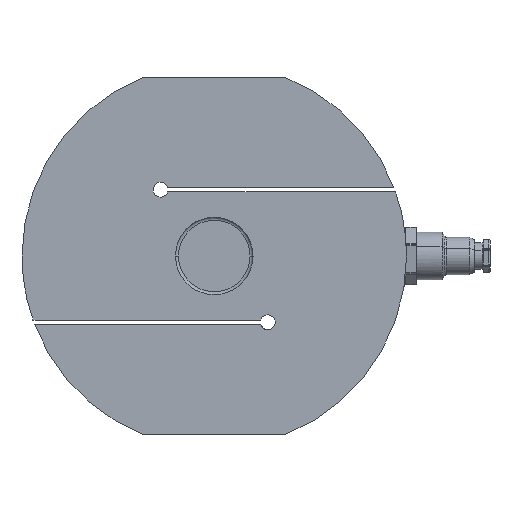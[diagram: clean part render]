
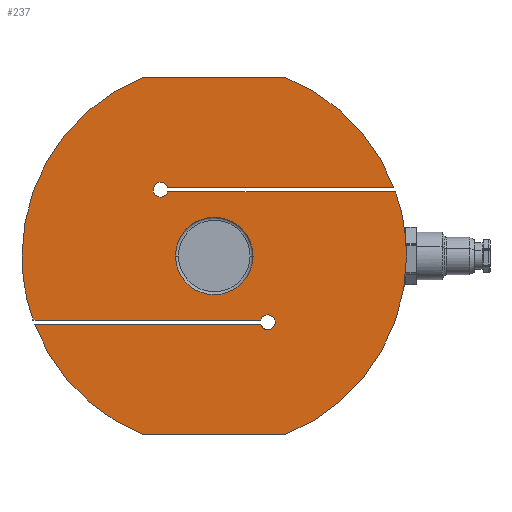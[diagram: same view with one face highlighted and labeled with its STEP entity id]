
A CAD part, front view. The second image highlights one B-rep face of the part: STEP entity #237.
In plain terms, the highlighted face is planar.
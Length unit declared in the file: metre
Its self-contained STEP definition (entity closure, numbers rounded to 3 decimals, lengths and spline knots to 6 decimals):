
#237=ADVANCED_FACE('0:84',(#518,#519),#520,.T.);
#518=FACE_OUTER_BOUND('',#859,.T.);
#519=FACE_BOUND('',#860,.T.);
#520=PLANE('',#861);
#859=EDGE_LOOP('',(#1437,#1438,#1439,#1440,#1441,#1442,#1443,#1444,#1445,#1446,#1447,#1448,#1449,#1450,#1451,#1452));
#860=EDGE_LOOP('',(#1453,#1454));
#861=AXIS2_PLACEMENT_3D('',#1455,#1456,#1457);
#1437=ORIENTED_EDGE('',*,*,#2167,.T.);
#1438=ORIENTED_EDGE('',*,*,#2154,.T.);
#1439=ORIENTED_EDGE('',*,*,#2220,.F.);
#1440=ORIENTED_EDGE('',*,*,#2193,.F.);
#1441=ORIENTED_EDGE('',*,*,#2107,.F.);
#1442=ORIENTED_EDGE('',*,*,#2203,.F.);
#1443=ORIENTED_EDGE('',*,*,#2218,.T.);
#1444=ORIENTED_EDGE('',*,*,#2197,.F.);
#1445=ORIENTED_EDGE('',*,*,#2157,.T.);
#1446=ORIENTED_EDGE('',*,*,#2165,.T.);
#1447=ORIENTED_EDGE('',*,*,#2221,.F.);
#1448=ORIENTED_EDGE('',*,*,#2115,.F.);
#1449=ORIENTED_EDGE('',*,*,#2187,.F.);
#1450=ORIENTED_EDGE('',*,*,#2211,.F.);
#1451=ORIENTED_EDGE('',*,*,#2222,.T.);
#1452=ORIENTED_EDGE('',*,*,#2205,.F.);
#1453=ORIENTED_EDGE('',*,*,#2134,.F.);
#1454=ORIENTED_EDGE('',*,*,#2177,.F.);
#1455=CARTESIAN_POINT('',(0.0,0.0,0.055));
#1456=DIRECTION('',(0.0,0.0,1.0));
#1457=DIRECTION('',(1.0,-0.0,0.0));
#2107=EDGE_CURVE('0:195',#2473,#2465,#2475,.T.);
#2115=EDGE_CURVE('',#2486,#2489,#2490,.T.);
#2134=EDGE_CURVE('0:147',#2522,#2518,#2524,.T.);
#2154=EDGE_CURVE('',#2550,#2554,#2556,.T.);
#2157=EDGE_CURVE('0:108',#2560,#2558,#2561,.T.);
#2165=EDGE_CURVE('',#2558,#2571,#2573,.T.);
#2167=EDGE_CURVE('0:126',#2575,#2550,#2576,.T.);
#2177=EDGE_CURVE('',#2518,#2522,#2587,.T.);
#2187=EDGE_CURVE('0:162',#2597,#2486,#2599,.T.);
#2193=EDGE_CURVE('',#2465,#2605,#2606,.T.);
#2197=EDGE_CURVE('0:201',#2560,#2611,#2612,.T.);
#2203=EDGE_CURVE('0:216',#2619,#2473,#2621,.T.);
#2205=EDGE_CURVE('0:219',#2575,#2623,#2624,.T.);
#2211=EDGE_CURVE('0:234',#2631,#2597,#2633,.T.);
#2218=EDGE_CURVE('0:249',#2619,#2611,#2640,.T.);
#2220=EDGE_CURVE('0:252',#2605,#2554,#2642,.T.);
#2221=EDGE_CURVE('0:255',#2489,#2571,#2643,.T.);
#2222=EDGE_CURVE('0:258',#2631,#2623,#2644,.T.);
#2465=VERTEX_POINT('',#2987);
#2473=VERTEX_POINT('NONE',#3054);
#2475=CIRCLE('',#3057,0.0025);
#2486=VERTEX_POINT('',#3070);
#2489=VERTEX_POINT('NONE',#3074);
#2490=CIRCLE('',#3075,0.0025);
#2518=VERTEX_POINT('',#3204);
#2522=VERTEX_POINT('',#3209);
#2524=CIRCLE('',#3212,0.013);
#2550=VERTEX_POINT('',#3240);
#2554=VERTEX_POINT('NONE',#3245);
#2556=CIRCLE('',#3248,0.0645);
#2558=VERTEX_POINT('',#3250);
#2560=VERTEX_POINT('NONE',#3253);
#2561=CIRCLE('',#3254,0.0645);
#2571=VERTEX_POINT('NONE',#3302);
#2573=CIRCLE('',#3305,0.0645);
#2575=VERTEX_POINT('NONE',#3307);
#2576=CIRCLE('',#3308,0.0645);
#2587=CIRCLE('',#3320,0.013);
#2597=VERTEX_POINT('NONE',#3331);
#2599=CIRCLE('',#3334,0.0025);
#2605=VERTEX_POINT('NONE',#3340);
#2606=CIRCLE('',#3341,0.0025);
#2611=VERTEX_POINT('NONE',#3347);
#2612=LINE('',#3348,#3349);
#2619=VERTEX_POINT('NONE',#3359);
#2621=LINE('',#3362,#3363);
#2623=VERTEX_POINT('NONE',#3365);
#2624=LINE('',#3366,#3367);
#2631=VERTEX_POINT('NONE',#3377);
#2633=LINE('',#3380,#3381);
#2640=CIRCLE('',#3390,0.0645);
#2642=LINE('',#3392,#3393);
#2643=LINE('',#3394,#3395);
#2644=CIRCLE('',#3396,0.0645);
#2987=CARTESIAN_POINT('',(0.0205,-0.02225,0.055));
#3054=CARTESIAN_POINT('',(0.015615,-0.023,0.055));
#3057=AXIS2_PLACEMENT_3D('',#3885,#3886,#3887);
#3070=CARTESIAN_POINT('',(-0.0205,0.02225,0.055));
#3074=CARTESIAN_POINT('',(-0.015615,0.0215,0.055));
#3075=AXIS2_PLACEMENT_3D('',#3897,#3898,#3899);
#3204=CARTESIAN_POINT('',(0.013,0.,0.055));
#3209=CARTESIAN_POINT('',(-0.013,0.,0.055));
#3212=AXIS2_PLACEMENT_3D('',#3925,#3926,#3927);
#3240=CARTESIAN_POINT('',(-0.0645,0.,0.055));
#3245=CARTESIAN_POINT('',(-0.060811,-0.0215,0.055));
#3248=AXIS2_PLACEMENT_3D('',#3965,#3966,#3967);
#3250=CARTESIAN_POINT('',(0.0645,0.,0.055));
#3253=CARTESIAN_POINT('',(0.02367,-0.06,0.055));
#3254=AXIS2_PLACEMENT_3D('',#3969,#3970,#3971);
#3302=CARTESIAN_POINT('',(0.060811,0.0215,0.055));
#3305=AXIS2_PLACEMENT_3D('',#3981,#3982,#3983);
#3307=CARTESIAN_POINT('',(-0.02367,0.06,0.055));
#3308=AXIS2_PLACEMENT_3D('',#3984,#3985,#3986);
#3320=AXIS2_PLACEMENT_3D('',#4000,#4001,#4002);
#3331=CARTESIAN_POINT('',(-0.015615,0.023,0.055));
#3334=AXIS2_PLACEMENT_3D('',#4017,#4018,#4019);
#3340=CARTESIAN_POINT('',(0.015615,-0.0215,0.055));
#3341=AXIS2_PLACEMENT_3D('',#4029,#4030,#4031);
#3347=CARTESIAN_POINT('',(-0.02367,-0.06,0.055));
#3348=CARTESIAN_POINT('',(-0.02367,-0.06,0.055));
#3349=VECTOR('',#4036,1.0);
#3359=CARTESIAN_POINT('',(-0.06026,-0.023,0.055));
#3362=CARTESIAN_POINT('',(-0.0623,-0.023,0.055));
#3363=VECTOR('',#4041,1.0);
#3365=CARTESIAN_POINT('',(0.02367,0.06,0.055));
#3366=CARTESIAN_POINT('',(0.0,0.06,0.055));
#3367=VECTOR('',#4042,1.0);
#3377=CARTESIAN_POINT('',(0.06026,0.023,0.055));
#3380=CARTESIAN_POINT('',(0.138796,0.023,0.055));
#3381=VECTOR('',#4047,1.0);
#3390=AXIS2_PLACEMENT_3D('',#4056,#4057,#4058);
#3392=CARTESIAN_POINT('',(-0.0623,-0.0215,0.055));
#3393=VECTOR('',#4059,1.0);
#3394=CARTESIAN_POINT('',(0.138796,0.0215,0.055));
#3395=VECTOR('',#4060,1.0);
#3396=AXIS2_PLACEMENT_3D('',#4061,#4062,#4063);
#3885=CARTESIAN_POINT('',(0.018,-0.02225,0.055));
#3886=DIRECTION('',(0.0,0.0,1.0));
#3887=DIRECTION('',(1.0,0.0,0.0));
#3897=CARTESIAN_POINT('',(-0.018,0.02225,0.055));
#3898=DIRECTION('',(0.0,0.0,1.0));
#3899=DIRECTION('',(1.0,0.0,0.0));
#3925=CARTESIAN_POINT('',(0.0,0.0,0.055));
#3926=DIRECTION('',(0.0,0.0,1.0));
#3927=DIRECTION('',(1.0,0.0,0.0));
#3965=CARTESIAN_POINT('',(0.0,0.0,0.055));
#3966=DIRECTION('',(0.0,0.0,1.0));
#3967=DIRECTION('',(1.0,0.0,0.0));
#3969=CARTESIAN_POINT('',(0.0,0.0,0.055));
#3970=DIRECTION('',(0.0,0.0,1.0));
#3971=DIRECTION('',(1.0,0.0,0.0));
#3981=CARTESIAN_POINT('',(0.0,0.0,0.055));
#3982=DIRECTION('',(0.0,0.0,1.0));
#3983=DIRECTION('',(1.0,0.0,0.0));
#3984=CARTESIAN_POINT('',(0.0,0.0,0.055));
#3985=DIRECTION('',(0.0,0.0,1.0));
#3986=DIRECTION('',(1.0,0.0,0.0));
#4000=CARTESIAN_POINT('',(0.0,0.0,0.055));
#4001=DIRECTION('',(0.0,0.0,1.0));
#4002=DIRECTION('',(1.0,0.0,0.0));
#4017=CARTESIAN_POINT('',(-0.018,0.02225,0.055));
#4018=DIRECTION('',(0.0,0.0,1.0));
#4019=DIRECTION('',(1.0,0.0,0.0));
#4029=CARTESIAN_POINT('',(0.018,-0.02225,0.055));
#4030=DIRECTION('',(0.0,0.0,1.0));
#4031=DIRECTION('',(1.0,0.0,0.0));
#4036=DIRECTION('',(-1.0,-0.0,-0.0));
#4041=DIRECTION('',(1.0,0.0,0.0));
#4042=DIRECTION('',(1.0,0.0,0.0));
#4047=DIRECTION('',(-1.0,0.0,0.0));
#4056=CARTESIAN_POINT('',(0.0,0.0,0.055));
#4057=DIRECTION('',(0.0,0.0,1.0));
#4058=DIRECTION('',(1.0,0.0,0.0));
#4059=DIRECTION('',(-1.0,-0.0,-0.0));
#4060=DIRECTION('',(1.0,-0.0,-0.0));
#4061=CARTESIAN_POINT('',(0.0,0.0,0.055));
#4062=DIRECTION('',(0.0,0.0,1.0));
#4063=DIRECTION('',(1.0,0.0,0.0));
